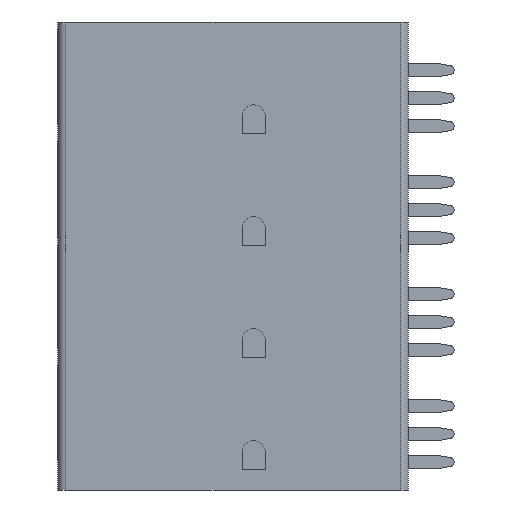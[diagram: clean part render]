
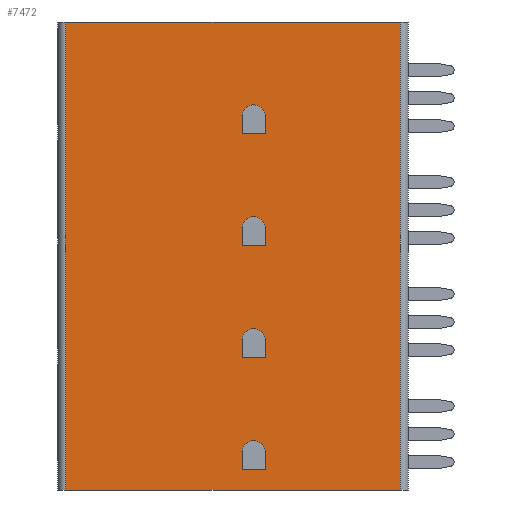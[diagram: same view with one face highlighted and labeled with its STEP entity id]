
A CAD part, front view. The second image highlights one B-rep face of the part: STEP entity #7472.
In plain terms, the highlighted planar face has unit normal (0, -1, 0).
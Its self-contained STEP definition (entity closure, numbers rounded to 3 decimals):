
#27=DIRECTION('',(1.,0.,0.));
#28=VECTOR('',#27,29.9);
#29=CARTESIAN_POINT('',(-13.8,-15.,-6.8));
#30=LINE('',#29,#28);
#1841=DIRECTION('',(1.,0.,0.));
#1842=VECTOR('',#1841,2.1);
#1843=CARTESIAN_POINT('',(1.95,-15.,-5.));
#1844=LINE('',#1843,#1842);
#1845=DIRECTION('',(0.,0.,1.));
#1846=VECTOR('',#1845,1.55);
#1847=CARTESIAN_POINT('',(4.05,-15.,-5.));
#1848=LINE('',#1847,#1846);
#1849=CARTESIAN_POINT('',(3.,-15.,-3.45));
#1850=DIRECTION('',(0.,-1.,0.));
#1851=DIRECTION('',(1.,0.,0.));
#1852=AXIS2_PLACEMENT_3D('',#1849,#1850,#1851);
#1854=DIRECTION('',(0.,0.,-1.));
#1855=VECTOR('',#1854,1.55);
#1856=CARTESIAN_POINT('',(1.95,-15.,-3.45));
#1857=LINE('',#1856,#1855);
#1858=DIRECTION('',(1.,0.,0.));
#1859=VECTOR('',#1858,2.1);
#1860=CARTESIAN_POINT('',(1.95,-15.,5.));
#1861=LINE('',#1860,#1859);
#1862=DIRECTION('',(0.,0.,1.));
#1863=VECTOR('',#1862,1.55);
#1864=CARTESIAN_POINT('',(4.05,-15.,5.));
#1865=LINE('',#1864,#1863);
#1866=CARTESIAN_POINT('',(3.,-15.,6.55));
#1867=DIRECTION('',(0.,-1.,0.));
#1868=DIRECTION('',(1.,0.,0.));
#1869=AXIS2_PLACEMENT_3D('',#1866,#1867,#1868);
#1871=DIRECTION('',(0.,0.,-1.));
#1872=VECTOR('',#1871,1.55);
#1873=CARTESIAN_POINT('',(1.95,-15.,6.55));
#1874=LINE('',#1873,#1872);
#1875=DIRECTION('',(1.,0.,0.));
#1876=VECTOR('',#1875,2.1);
#1877=CARTESIAN_POINT('',(1.95,-15.,15.));
#1878=LINE('',#1877,#1876);
#1879=DIRECTION('',(0.,0.,1.));
#1880=VECTOR('',#1879,1.55);
#1881=CARTESIAN_POINT('',(4.05,-15.,15.));
#1882=LINE('',#1881,#1880);
#1883=CARTESIAN_POINT('',(3.,-15.,16.55));
#1884=DIRECTION('',(0.,-1.,0.));
#1885=DIRECTION('',(1.,0.,0.));
#1886=AXIS2_PLACEMENT_3D('',#1883,#1884,#1885);
#1888=DIRECTION('',(0.,0.,-1.));
#1889=VECTOR('',#1888,1.55);
#1890=CARTESIAN_POINT('',(1.95,-15.,16.55));
#1891=LINE('',#1890,#1889);
#1892=DIRECTION('',(1.,0.,0.));
#1893=VECTOR('',#1892,2.1);
#1894=CARTESIAN_POINT('',(1.95,-15.,25.));
#1895=LINE('',#1894,#1893);
#1896=DIRECTION('',(0.,0.,1.));
#1897=VECTOR('',#1896,1.55);
#1898=CARTESIAN_POINT('',(4.05,-15.,25.));
#1899=LINE('',#1898,#1897);
#1900=CARTESIAN_POINT('',(3.,-15.,26.55));
#1901=DIRECTION('',(0.,-1.,0.));
#1902=DIRECTION('',(1.,0.,0.));
#1903=AXIS2_PLACEMENT_3D('',#1900,#1901,#1902);
#1905=DIRECTION('',(0.,0.,-1.));
#1906=VECTOR('',#1905,1.55);
#1907=CARTESIAN_POINT('',(1.95,-15.,26.55));
#1908=LINE('',#1907,#1906);
#1909=DIRECTION('',(0.,0.,-1.));
#1910=VECTOR('',#1909,41.8);
#1911=CARTESIAN_POINT('',(-13.8,-15.,35.));
#1912=LINE('',#1911,#1910);
#1913=DIRECTION('',(0.,0.,-1.));
#1914=VECTOR('',#1913,41.8);
#1915=CARTESIAN_POINT('',(16.1,-15.,35.));
#1916=LINE('',#1915,#1914);
#3632=DIRECTION('',(1.,0.,0.));
#3633=VECTOR('',#3632,29.9);
#3634=CARTESIAN_POINT('',(-13.8,-15.,35.));
#3635=LINE('',#3634,#3633);
#3821=CARTESIAN_POINT('',(1.95,-15.,-5.));
#3822=CARTESIAN_POINT('',(4.05,-15.,-5.));
#3823=VERTEX_POINT('',#3821);
#3824=VERTEX_POINT('',#3822);
#3825=CARTESIAN_POINT('',(4.05,-15.,-3.45));
#3826=VERTEX_POINT('',#3825);
#3827=CARTESIAN_POINT('',(1.95,-15.,-3.45));
#3828=VERTEX_POINT('',#3827);
#3877=CARTESIAN_POINT('',(1.95,-15.,5.));
#3878=CARTESIAN_POINT('',(4.05,-15.,5.));
#3879=VERTEX_POINT('',#3877);
#3880=VERTEX_POINT('',#3878);
#3881=CARTESIAN_POINT('',(4.05,-15.,6.55));
#3882=VERTEX_POINT('',#3881);
#3883=CARTESIAN_POINT('',(1.95,-15.,6.55));
#3884=VERTEX_POINT('',#3883);
#3893=CARTESIAN_POINT('',(1.95,-15.,15.));
#3894=CARTESIAN_POINT('',(4.05,-15.,15.));
#3895=VERTEX_POINT('',#3893);
#3896=VERTEX_POINT('',#3894);
#3897=CARTESIAN_POINT('',(4.05,-15.,16.55));
#3898=VERTEX_POINT('',#3897);
#3899=CARTESIAN_POINT('',(1.95,-15.,16.55));
#3900=VERTEX_POINT('',#3899);
#4373=CARTESIAN_POINT('',(1.95,-15.,25.));
#4374=CARTESIAN_POINT('',(4.05,-15.,25.));
#4375=VERTEX_POINT('',#4373);
#4376=VERTEX_POINT('',#4374);
#4377=CARTESIAN_POINT('',(4.05,-15.,26.55));
#4378=VERTEX_POINT('',#4377);
#4379=CARTESIAN_POINT('',(1.95,-15.,26.55));
#4380=VERTEX_POINT('',#4379);
#4545=CARTESIAN_POINT('',(-13.8,-15.,-6.8));
#4547=VERTEX_POINT('',#4545);
#4551=CARTESIAN_POINT('',(-13.8,-15.,35.));
#4552=VERTEX_POINT('',#4551);
#4554=CARTESIAN_POINT('',(16.1,-15.,-6.8));
#4556=VERTEX_POINT('',#4554);
#4557=CARTESIAN_POINT('',(16.1,-15.,35.));
#4558=VERTEX_POINT('',#4557);
#7419=CARTESIAN_POINT('',(-14.5,-15.,-6.8));
#7420=DIRECTION('',(0.,-1.,0.));
#7421=DIRECTION('',(1.,0.,0.));
#7422=AXIS2_PLACEMENT_3D('',#7419,#7420,#7421);
#7423=PLANE('',#7422);
#7425=ORIENTED_EDGE('',*,*,#7424,.F.);
#7427=ORIENTED_EDGE('',*,*,#7426,.T.);
#7428=ORIENTED_EDGE('',*,*,#7411,.T.);
#7429=ORIENTED_EDGE('',*,*,#4647,.F.);
#7430=EDGE_LOOP('',(#7425,#7427,#7428,#7429));
#7431=FACE_OUTER_BOUND('',#7430,.F.);
#7433=ORIENTED_EDGE('',*,*,#7432,.T.);
#7435=ORIENTED_EDGE('',*,*,#7434,.T.);
#7437=ORIENTED_EDGE('',*,*,#7436,.T.);
#7439=ORIENTED_EDGE('',*,*,#7438,.T.);
#7440=EDGE_LOOP('',(#7433,#7435,#7437,#7439));
#7441=FACE_BOUND('',#7440,.F.);
#7443=ORIENTED_EDGE('',*,*,#7442,.T.);
#7445=ORIENTED_EDGE('',*,*,#7444,.T.);
#7447=ORIENTED_EDGE('',*,*,#7446,.T.);
#7449=ORIENTED_EDGE('',*,*,#7448,.T.);
#7450=EDGE_LOOP('',(#7443,#7445,#7447,#7449));
#7451=FACE_BOUND('',#7450,.F.);
#7453=ORIENTED_EDGE('',*,*,#7452,.T.);
#7455=ORIENTED_EDGE('',*,*,#7454,.T.);
#7457=ORIENTED_EDGE('',*,*,#7456,.T.);
#7459=ORIENTED_EDGE('',*,*,#7458,.T.);
#7460=EDGE_LOOP('',(#7453,#7455,#7457,#7459));
#7461=FACE_BOUND('',#7460,.F.);
#7463=ORIENTED_EDGE('',*,*,#7462,.T.);
#7465=ORIENTED_EDGE('',*,*,#7464,.T.);
#7467=ORIENTED_EDGE('',*,*,#7466,.T.);
#7469=ORIENTED_EDGE('',*,*,#7468,.T.);
#7470=EDGE_LOOP('',(#7463,#7465,#7467,#7469));
#7471=FACE_BOUND('',#7470,.F.);
#1853=CIRCLE('',#1852,1.05);
#1870=CIRCLE('',#1869,1.05);
#1887=CIRCLE('',#1886,1.05);
#1904=CIRCLE('',#1903,1.05);
#4647=EDGE_CURVE('',#4547,#4556,#30,.T.);
#7411=EDGE_CURVE('',#4558,#4556,#1916,.T.);
#7424=EDGE_CURVE('',#4552,#4547,#1912,.T.);
#7426=EDGE_CURVE('',#4552,#4558,#3635,.T.);
#7432=EDGE_CURVE('',#3879,#3880,#1861,.T.);
#7434=EDGE_CURVE('',#3880,#3882,#1865,.T.);
#7436=EDGE_CURVE('',#3882,#3884,#1870,.T.);
#7438=EDGE_CURVE('',#3884,#3879,#1874,.T.);
#7442=EDGE_CURVE('',#3895,#3896,#1878,.T.);
#7444=EDGE_CURVE('',#3896,#3898,#1882,.T.);
#7446=EDGE_CURVE('',#3898,#3900,#1887,.T.);
#7448=EDGE_CURVE('',#3900,#3895,#1891,.T.);
#7452=EDGE_CURVE('',#4375,#4376,#1895,.T.);
#7454=EDGE_CURVE('',#4376,#4378,#1899,.T.);
#7456=EDGE_CURVE('',#4378,#4380,#1904,.T.);
#7458=EDGE_CURVE('',#4380,#4375,#1908,.T.);
#7462=EDGE_CURVE('',#3823,#3824,#1844,.T.);
#7464=EDGE_CURVE('',#3824,#3826,#1848,.T.);
#7466=EDGE_CURVE('',#3826,#3828,#1853,.T.);
#7468=EDGE_CURVE('',#3828,#3823,#1857,.T.);
#7472=ADVANCED_FACE('',(#7431,#7441,#7451,#7461,#7471),#7423,.T.);
